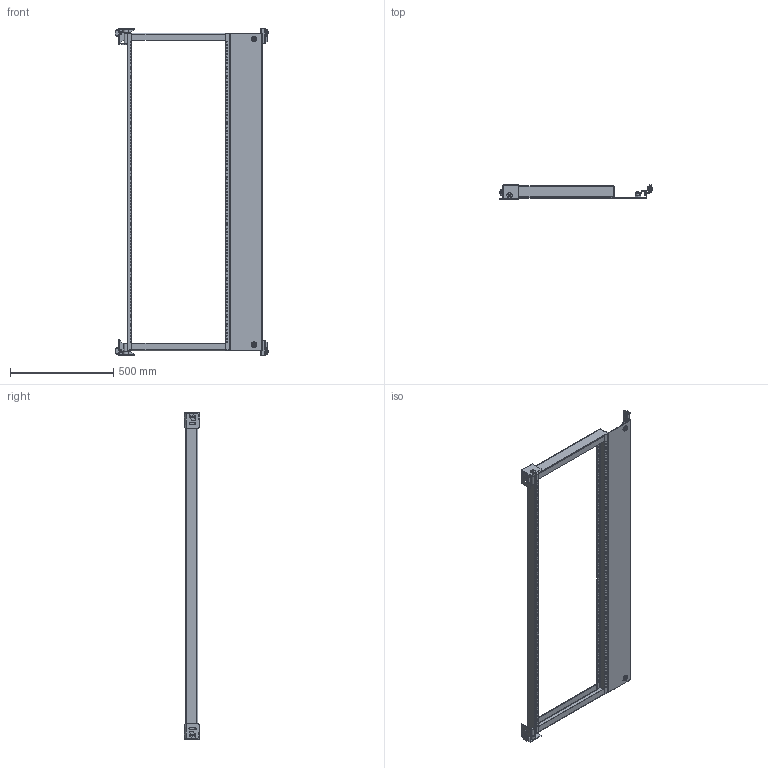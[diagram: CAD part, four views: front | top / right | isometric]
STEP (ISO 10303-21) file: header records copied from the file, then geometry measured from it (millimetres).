
FILE_DESCRIPTION (( 'STEP AP203' ), '1' );
FILE_NAME ('1418SFX_Default.step', '2019-11-02T18:38:46', ( '' ), ( '' ), 'SwSTEP 2.0', 'SolidWorks 2019', '' );
FILE_SCHEMA (( 'CONFIG_CONTROL_DESIGN' ));
Length unit declared in the file: inch
Products named in the file (1): 1418SFX_Default
Bounding box: 741.31 x 74.14 x 1580.52 mm (x, y, z)
Volume: 1960492.8 mm3; surface area: 1540102.9 mm2
Topology: 38 solids, 38 shells, 1512 faces, 4126 edges, 2718 vertices
Faces by surface type: cylinder 1006, plane 474, bspline 16, cone 14, torus 2
Entity records: 51126 total; most frequent: CARTESIAN_POINT 9328, DIRECTION 9099, ORIENTED_EDGE 8244, EDGE_CURVE 4122, AXIS2_PLACEMENT_3D 3525, VERTEX_POINT 2718, EDGE_LOOP 2390, VECTOR 2049
